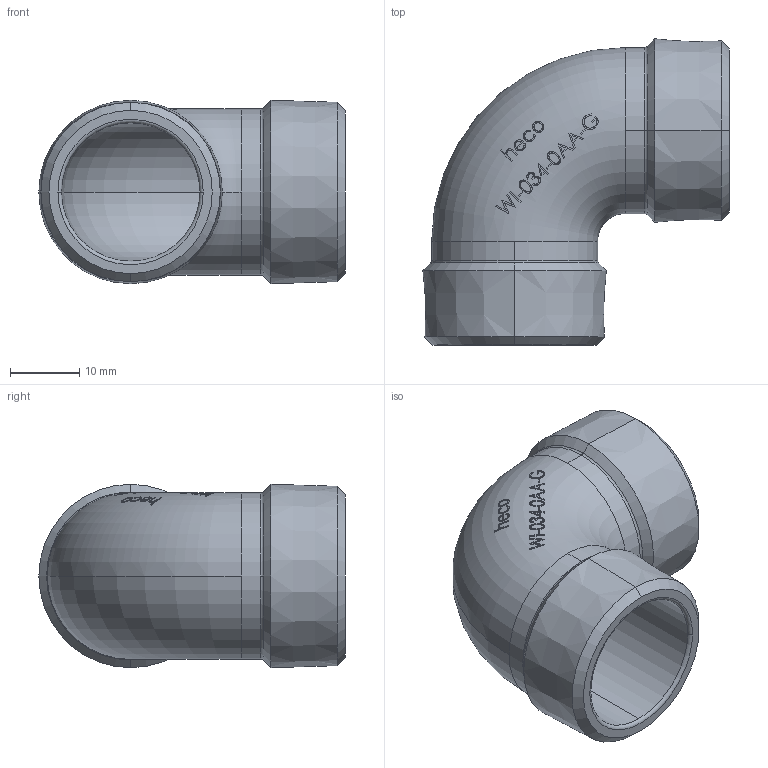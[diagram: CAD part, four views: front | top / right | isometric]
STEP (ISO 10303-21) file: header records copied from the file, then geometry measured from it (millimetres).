
FILE_DESCRIPTION (( 'STEP AP214' ), '1' );
FILE_NAME ('WI-034-0AA-x Winkel.STEP', '2018-06-12T11:06:29', ( '' ), ( '' ), 'SwSTEP 2.0', 'SolidWorks 2016', '' );
FILE_SCHEMA (( 'AUTOMOTIVE_DESIGN' ));
Length unit declared in the file: millimetre
Products named in the file (1): WI-034-0AA-x Winkel
Bounding box: 44.26 x 44.26 x 26.52 mm (x, y, z)
Volume: 9484.3 mm3; surface area: 8149.7 mm2
Topology: 1 solids, 1 shells, 217 faces, 562 edges, 370 vertices
Faces by surface type: plane 86, bspline 76, torus 35, cone 12, cylinder 8
Entity records: 12875 total; most frequent: CARTESIAN_POINT 6393, ORIENTED_EDGE 1124, DIRECTION 588, EDGE_CURVE 562, VERTEX_POINT 370, B_SPLINE_CURVE_WITH_KNOTS 320, EDGE_LOOP 242, FACE_OUTER_BOUND 217
